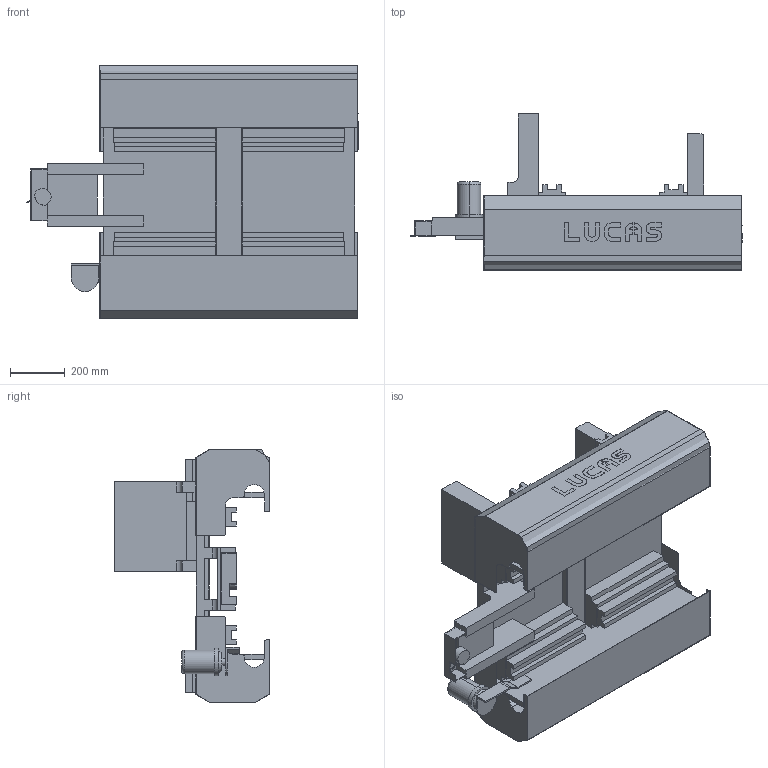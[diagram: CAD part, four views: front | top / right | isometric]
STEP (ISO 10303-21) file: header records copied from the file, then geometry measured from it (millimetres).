
FILE_DESCRIPTION (( 'STEP AP203' ), '1' );
FILE_NAME ('Chariot2_Default_sldprt.STEP', '2023-04-26T21:19:09', ( '' ), ( '' ), 'SwSTEP 2.0', 'SolidWorks 2022', '' );
FILE_SCHEMA (( 'CONFIG_CONTROL_DESIGN' ));
Length unit declared in the file: millimetre
Products named in the file (1): Chariot2_Default_sldprt
Bounding box: 1215.32 x 570 x 927.5 mm (x, y, z)
Volume: 62615100.9 mm3; surface area: 6575075 mm2
Topology: 1 solids, 1 shells, 538 faces, 1540 edges, 1016 vertices
Faces by surface type: plane 433, cylinder 101, torus 2, cone 2
Entity records: 17460 total; most frequent: CARTESIAN_POINT 3095, ORIENTED_EDGE 3080, DIRECTION 2829, EDGE_CURVE 1540, VECTOR 1329, LINE 1329, VERTEX_POINT 1016, AXIS2_PLACEMENT_3D 750
